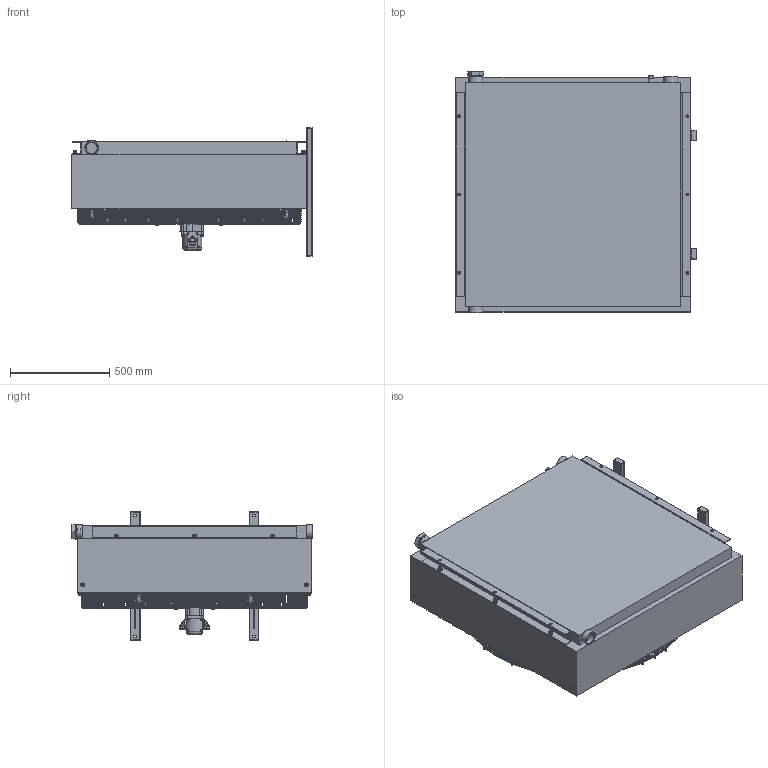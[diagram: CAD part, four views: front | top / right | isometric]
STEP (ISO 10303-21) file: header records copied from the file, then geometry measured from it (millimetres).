
FILE_DESCRIPTION((''),'2;1');
FILE_NAME('LHC-110-A.stp','2011-02-22T11:00:34',('sfrny'),(''),'Autodesk Inventor 2011','Autodesk Inventor 2011','');
FILE_SCHEMA(('AUTOMOTIVE_DESIGN { 1 0 10303 214 1 1 1 1 }'));
Length unit declared in the file: millimetre
Products named in the file (1): LHC-110-A
Bounding box: 1217 x 1217.5 x 650 mm (x, y, z)
Volume: 467437598.2 mm3; surface area: 9548189.6 mm2
Topology: 93 solids, 173 shells, 1959 faces, 4225 edges, 2619 vertices
Faces by surface type: plane 929, cylinder 528, cone 275, torus 205, bspline 18, sphere 4
Full cylindrical faces by diameter (mm): 4.917 x9, 5 x66, 6 x8, 6.5 x6, 6.647 x5, 8 x23, 8.4 x14, 8.5 x4, 9 x13, 10 x6, 11 x4, 11.445 x1, 11.6 x4, 11.63 x11, 12 x11, 13 x18, 13.5 x6, 14 x4, 15 x5, 16 x14, 16.2 x2, 18 x6, 18.631 x4, 18.82 x2, 19 x1, 20 x10, 20.955 x1, 21 x2, 21.4 x1, 22 x1
Entity records: 54354 total; most frequent: CARTESIAN_POINT 13140, DIRECTION 8191, ORIENTED_EDGE 7126, EDGE_CURVE 3563, AXIS2_PLACEMENT_3D 3441, EDGE_LOOP 2815, VERTEX_POINT 2536, FACE_OUTER_BOUND 1958
